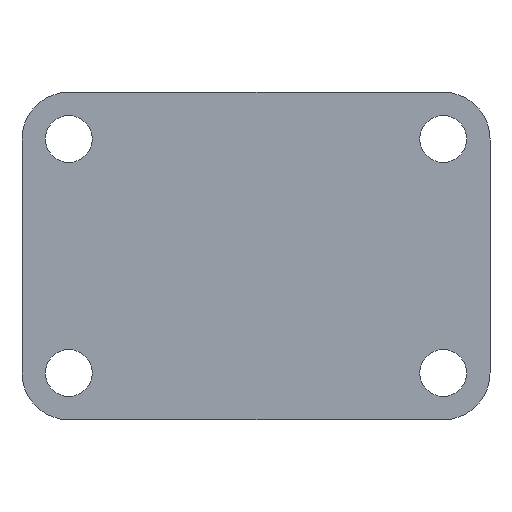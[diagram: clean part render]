
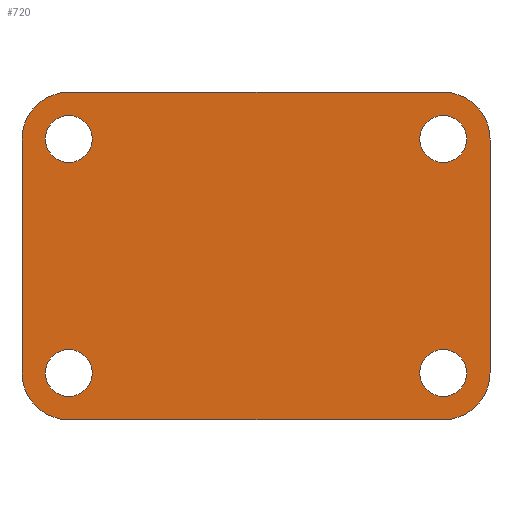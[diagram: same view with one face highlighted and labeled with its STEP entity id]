
A CAD part, front view. The second image highlights one B-rep face of the part: STEP entity #720.
In plain terms, the highlighted planar face has unit normal (0, -1, 0).
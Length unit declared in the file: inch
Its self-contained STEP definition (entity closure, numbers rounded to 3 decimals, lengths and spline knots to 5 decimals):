
#7 = AXIS2_PLACEMENT_3D ( 'NONE', #52, #894, #630 ) ;
#9 = LINE ( 'NONE', #431, #40 ) ;
#10 = AXIS2_PLACEMENT_3D ( 'NONE', #218, #513, #502 ) ;
#21 = CARTESIAN_POINT ( 'NONE',  ( 0.9, 0., -0.1 ) ) ;
#36 = EDGE_CURVE ( 'NONE', #568, #243, #812, .T. ) ;
#37 = CARTESIAN_POINT ( 'NONE',  ( 0.1, 0., -0.7 ) ) ;
#40 = VECTOR ( 'NONE', #504, 39.37008 ) ;
#44 = DIRECTION ( 'NONE',  ( 0., 0., -1. ) ) ;
#47 = DIRECTION ( 'NONE',  ( 0., 0., 1. ) ) ;
#50 = DIRECTION ( 'NONE',  ( 0., -1., 0. ) ) ;
#52 = CARTESIAN_POINT ( 'NONE',  ( 0.1, 0., -0.1 ) ) ;
#59 = AXIS2_PLACEMENT_3D ( 'NONE', #843, #580, #710 ) ;
#63 = CARTESIAN_POINT ( 'NONE',  ( 0., 0., 0. ) ) ;
#65 = ORIENTED_EDGE ( 'NONE', *, *, #799, .T. ) ;
#66 = VERTEX_POINT ( 'NONE', #287 ) ;
#72 = CARTESIAN_POINT ( 'NONE',  ( 0.9, 0., -0.6 ) ) ;
#74 = EDGE_CURVE ( 'NONE', #737, #871, #527, .T. ) ;
#75 = DIRECTION ( 'NONE',  ( 0., 0., 1. ) ) ;
#82 = DIRECTION ( 'NONE',  ( 0., 0., -1. ) ) ;
#84 = AXIS2_PLACEMENT_3D ( 'NONE', #747, #395, #678 ) ;
#97 = CARTESIAN_POINT ( 'NONE',  ( 0.9, 0., -0.7 ) ) ;
#117 = CIRCLE ( 'NONE', #682, 0.05 ) ;
#125 = LINE ( 'NONE', #689, #323 ) ;
#148 = EDGE_CURVE ( 'NONE', #162, #243, #298, .T. ) ;
#152 = CARTESIAN_POINT ( 'NONE',  ( 0.1, 0., -0.6 ) ) ;
#162 = VERTEX_POINT ( 'NONE', #786 ) ;
#167 = CARTESIAN_POINT ( 'NONE',  ( 0.9, 0., -0.05 ) ) ;
#185 = DIRECTION ( 'NONE',  ( 0., 0., 1. ) ) ;
#195 = CARTESIAN_POINT ( 'NONE',  ( 0.1, 0., -0.15 ) ) ;
#202 = EDGE_LOOP ( 'NONE', ( #540, #396 ) ) ;
#204 = AXIS2_PLACEMENT_3D ( 'NONE', #21, #875, #235 ) ;
#209 = EDGE_CURVE ( 'NONE', #276, #754, #9, .T. ) ;
#215 = DIRECTION ( 'NONE',  ( 0., 1., 0. ) ) ;
#218 = CARTESIAN_POINT ( 'NONE',  ( 0.9, 0., -0.6 ) ) ;
#223 = CARTESIAN_POINT ( 'NONE',  ( 1., 0., 0. ) ) ;
#227 = ORIENTED_EDGE ( 'NONE', *, *, #237, .T. ) ;
#235 = DIRECTION ( 'NONE',  ( 0., 0., -1. ) ) ;
#237 = EDGE_CURVE ( 'NONE', #525, #524, #552, .T. ) ;
#243 = VERTEX_POINT ( 'NONE', #464 ) ;
#253 = DIRECTION ( 'NONE',  ( 0., 1., 0. ) ) ;
#263 = AXIS2_PLACEMENT_3D ( 'NONE', #470, #253, #185 ) ;
#272 = DIRECTION ( 'NONE',  ( 0., 0., 1. ) ) ;
#275 = CARTESIAN_POINT ( 'NONE',  ( 0.9, 0., -0.1 ) ) ;
#276 = VERTEX_POINT ( 'NONE', #382 ) ;
#286 = CARTESIAN_POINT ( 'NONE',  ( 0.1, 0., -0.55 ) ) ;
#287 = CARTESIAN_POINT ( 'NONE',  ( 0.1, 0., -0.05 ) ) ;
#296 = ORIENTED_EDGE ( 'NONE', *, *, #563, .T. ) ;
#298 = LINE ( 'NONE', #223, #339 ) ;
#305 = CIRCLE ( 'NONE', #204, 0.1 ) ;
#308 = ORIENTED_EDGE ( 'NONE', *, *, #209, .F. ) ;
#323 = VECTOR ( 'NONE', #47, 39.37008 ) ;
#324 = ORIENTED_EDGE ( 'NONE', *, *, #736, .T. ) ;
#337 = DIRECTION ( 'NONE',  ( 0., 0., -1. ) ) ;
#339 = VECTOR ( 'NONE', #370, 39.37008 ) ;
#356 = DIRECTION ( 'NONE',  ( 0., 0., -1. ) ) ;
#370 = DIRECTION ( 'NONE',  ( 0., 0., -1. ) ) ;
#378 = EDGE_CURVE ( 'NONE', #419, #66, #458, .T. ) ;
#382 = CARTESIAN_POINT ( 'NONE',  ( 0.1, 0., 0. ) ) ;
#385 = ORIENTED_EDGE ( 'NONE', *, *, #566, .T. ) ;
#391 = ORIENTED_EDGE ( 'NONE', *, *, #481, .F. ) ;
#395 = DIRECTION ( 'NONE',  ( 0., 1., 0. ) ) ;
#396 = ORIENTED_EDGE ( 'NONE', *, *, #74, .T. ) ;
#410 = PLANE ( 'NONE',  #687 ) ;
#411 = DIRECTION ( 'NONE',  ( -1., 0., 0. ) ) ;
#415 = ORIENTED_EDGE ( 'NONE', *, *, #518, .T. ) ;
#419 = VERTEX_POINT ( 'NONE', #195 ) ;
#426 = CIRCLE ( 'NONE', #263, 0.05 ) ;
#429 = DIRECTION ( 'NONE',  ( 0., 1., 0. ) ) ;
#431 = CARTESIAN_POINT ( 'NONE',  ( 0., 0., 0. ) ) ;
#449 = VERTEX_POINT ( 'NONE', #627 ) ;
#452 = CARTESIAN_POINT ( 'NONE',  ( 0., 0., -0.6 ) ) ;
#458 = CIRCLE ( 'NONE', #7, 0.05 ) ;
#463 = EDGE_LOOP ( 'NONE', ( #561, #882, #613, #296, #308, #65, #391, #227 ) ) ;
#464 = CARTESIAN_POINT ( 'NONE',  ( 1., 0., -0.6 ) ) ;
#470 = CARTESIAN_POINT ( 'NONE',  ( 0.9, 0., -0.1 ) ) ;
#477 = VECTOR ( 'NONE', #411, 39.37008 ) ;
#480 = CIRCLE ( 'NONE', #702, 0.05 ) ;
#481 = EDGE_CURVE ( 'NONE', #525, #603, #125, .T. ) ;
#482 = LINE ( 'NONE', #759, #477 ) ;
#492 = FACE_BOUND ( 'NONE', #901, .T. ) ;
#495 = EDGE_CURVE ( 'NONE', #568, #524, #482, .T. ) ;
#502 = DIRECTION ( 'NONE',  ( 0., 0., -1. ) ) ;
#503 = CARTESIAN_POINT ( 'NONE',  ( 0.1, 0., -0.6 ) ) ;
#504 = DIRECTION ( 'NONE',  ( 1., 0., 0. ) ) ;
#507 = AXIS2_PLACEMENT_3D ( 'NONE', #152, #718, #82 ) ;
#513 = DIRECTION ( 'NONE',  ( 0., 1., 0. ) ) ;
#515 = ORIENTED_EDGE ( 'NONE', *, *, #872, .T. ) ;
#517 = ORIENTED_EDGE ( 'NONE', *, *, #378, .T. ) ;
#518 = EDGE_CURVE ( 'NONE', #66, #419, #646, .T. ) ;
#519 = VERTEX_POINT ( 'NONE', #167 ) ;
#523 = AXIS2_PLACEMENT_3D ( 'NONE', #275, #897, #272 ) ;
#524 = VERTEX_POINT ( 'NONE', #37 ) ;
#525 = VERTEX_POINT ( 'NONE', #452 ) ;
#527 = CIRCLE ( 'NONE', #772, 0.05 ) ;
#529 = EDGE_LOOP ( 'NONE', ( #415, #517 ) ) ;
#540 = ORIENTED_EDGE ( 'NONE', *, *, #847, .T. ) ;
#544 = VERTEX_POINT ( 'NONE', #735 ) ;
#550 = FACE_OUTER_BOUND ( 'NONE', #463, .T. ) ;
#552 = CIRCLE ( 'NONE', #507, 0.1 ) ;
#560 = CARTESIAN_POINT ( 'NONE',  ( 0.1, 0., -0.65 ) ) ;
#561 = ORIENTED_EDGE ( 'NONE', *, *, #495, .F. ) ;
#563 = EDGE_CURVE ( 'NONE', #162, #754, #305, .T. ) ;
#566 = EDGE_CURVE ( 'NONE', #519, #766, #426, .T. ) ;
#568 = VERTEX_POINT ( 'NONE', #97 ) ;
#569 = CARTESIAN_POINT ( 'NONE',  ( 0.1, 0., -0.6 ) ) ;
#572 = CARTESIAN_POINT ( 'NONE',  ( 0.9, 0., 0. ) ) ;
#580 = DIRECTION ( 'NONE',  ( 0., -1., 0. ) ) ;
#584 = CARTESIAN_POINT ( 'NONE',  ( 0.9, 0., -0.15 ) ) ;
#601 = AXIS2_PLACEMENT_3D ( 'NONE', #72, #775, #356 ) ;
#603 = VERTEX_POINT ( 'NONE', #654 ) ;
#607 = EDGE_LOOP ( 'NONE', ( #515, #815 ) ) ;
#612 = EDGE_CURVE ( 'NONE', #544, #449, #117, .T. ) ;
#613 = ORIENTED_EDGE ( 'NONE', *, *, #148, .F. ) ;
#621 = FACE_BOUND ( 'NONE', #529, .T. ) ;
#627 = CARTESIAN_POINT ( 'NONE',  ( 0.9, 0., -0.55 ) ) ;
#630 = DIRECTION ( 'NONE',  ( 0., 0., -1. ) ) ;
#640 = DIRECTION ( 'NONE',  ( 0., 0., 1. ) ) ;
#646 = CIRCLE ( 'NONE', #84, 0.05 ) ;
#654 = CARTESIAN_POINT ( 'NONE',  ( 0., 0., -0.1 ) ) ;
#668 = CIRCLE ( 'NONE', #59, 0.1 ) ;
#678 = DIRECTION ( 'NONE',  ( 0., 0., -1. ) ) ;
#682 = AXIS2_PLACEMENT_3D ( 'NONE', #771, #822, #44 ) ;
#687 = AXIS2_PLACEMENT_3D ( 'NONE', #63, #50, #337 ) ;
#689 = CARTESIAN_POINT ( 'NONE',  ( 0., 0., 0. ) ) ;
#702 = AXIS2_PLACEMENT_3D ( 'NONE', #569, #215, #75 ) ;
#710 = DIRECTION ( 'NONE',  ( 0., 0., -1. ) ) ;
#718 = DIRECTION ( 'NONE',  ( 0., -1., 0. ) ) ;
#720 = ADVANCED_FACE ( 'NONE', ( #621, #492, #887, #824, #550 ), #410, .T. ) ;
#735 = CARTESIAN_POINT ( 'NONE',  ( 0.9, 0., -0.65 ) ) ;
#736 = EDGE_CURVE ( 'NONE', #766, #519, #854, .T. ) ;
#737 = VERTEX_POINT ( 'NONE', #560 ) ;
#747 = CARTESIAN_POINT ( 'NONE',  ( 0.1, 0., -0.1 ) ) ;
#754 = VERTEX_POINT ( 'NONE', #572 ) ;
#759 = CARTESIAN_POINT ( 'NONE',  ( 0., 0., -0.7 ) ) ;
#766 = VERTEX_POINT ( 'NONE', #584 ) ;
#771 = CARTESIAN_POINT ( 'NONE',  ( 0.9, 0., -0.6 ) ) ;
#772 = AXIS2_PLACEMENT_3D ( 'NONE', #503, #429, #640 ) ;
#775 = DIRECTION ( 'NONE',  ( 0., -1., 0. ) ) ;
#786 = CARTESIAN_POINT ( 'NONE',  ( 1., 0., -0.1 ) ) ;
#799 = EDGE_CURVE ( 'NONE', #276, #603, #668, .T. ) ;
#812 = CIRCLE ( 'NONE', #601, 0.1 ) ;
#815 = ORIENTED_EDGE ( 'NONE', *, *, #612, .T. ) ;
#822 = DIRECTION ( 'NONE',  ( 0., 1., 0. ) ) ;
#824 = FACE_BOUND ( 'NONE', #202, .T. ) ;
#843 = CARTESIAN_POINT ( 'NONE',  ( 0.1, 0., -0.1 ) ) ;
#847 = EDGE_CURVE ( 'NONE', #871, #737, #480, .T. ) ;
#854 = CIRCLE ( 'NONE', #523, 0.05 ) ;
#871 = VERTEX_POINT ( 'NONE', #286 ) ;
#872 = EDGE_CURVE ( 'NONE', #449, #544, #892, .T. ) ;
#875 = DIRECTION ( 'NONE',  ( 0., -1., 0. ) ) ;
#882 = ORIENTED_EDGE ( 'NONE', *, *, #36, .T. ) ;
#887 = FACE_BOUND ( 'NONE', #607, .T. ) ;
#892 = CIRCLE ( 'NONE', #10, 0.05 ) ;
#894 = DIRECTION ( 'NONE',  ( 0., 1., 0. ) ) ;
#897 = DIRECTION ( 'NONE',  ( 0., 1., 0. ) ) ;
#901 = EDGE_LOOP ( 'NONE', ( #385, #324 ) ) ;
